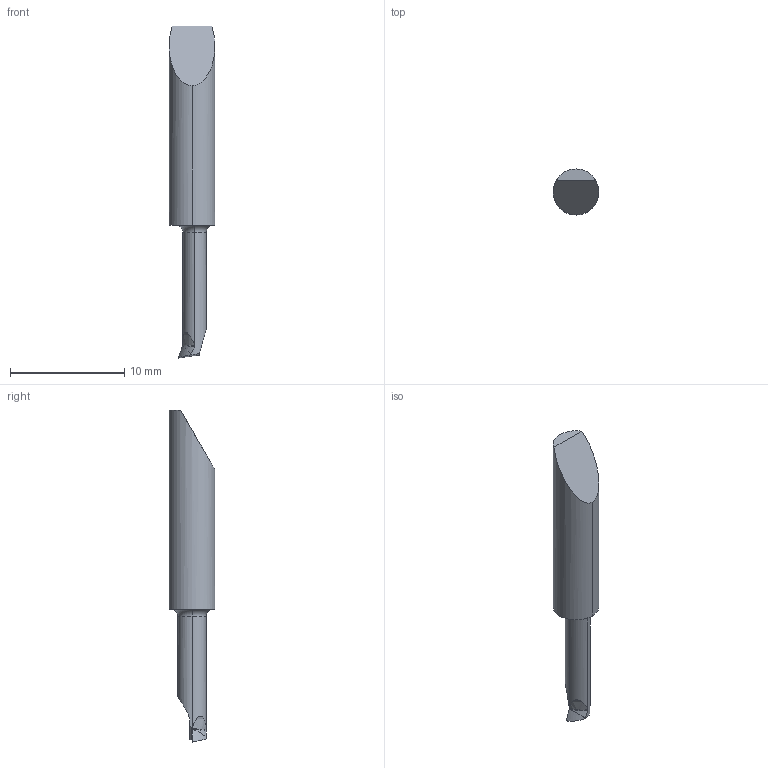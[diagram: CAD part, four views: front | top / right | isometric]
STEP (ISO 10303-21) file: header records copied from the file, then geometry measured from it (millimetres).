
FILE_DESCRIPTION(/* description */ (''),/* implementation_level */ '2;1');
FILE_NAME(/* name */ '1647232735916.stp',/* time_stamp */ '2022-03-14T10:09:06+06:00',/* author */ (''),/* organization */ ('SMS'),/* preprocessor_version */ 'ST-DEVELOPER v16.7',/* originating_system */ 'SIEMENS PLM Software NX 12.0',/* authorisation */ '');
FILE_SCHEMA (('AUTOMOTIVE_DESIGN { 1 0 10303 214 3 1 1 1 }'));
Length unit declared in the file: millimetre
Products named in the file (1): 204009876mod000_00
Bounding box: 4 x 4 x 29 mm (x, y, z)
Volume: 233.9 mm3; surface area: 301.8 mm2
Topology: 2 solids, 2 shells, 36 faces, 85 edges, 57 vertices
Faces by surface type: plane 14, cylinder 8, torus 7, bspline 4, cone 3
Entity records: 1260 total; most frequent: CARTESIAN_POINT 450, ORIENTED_EDGE 168, DIRECTION 139, EDGE_CURVE 84, AXIS2_PLACEMENT_3D 59, VERTEX_POINT 53, EDGE_LOOP 37, ADVANCED_FACE 36
